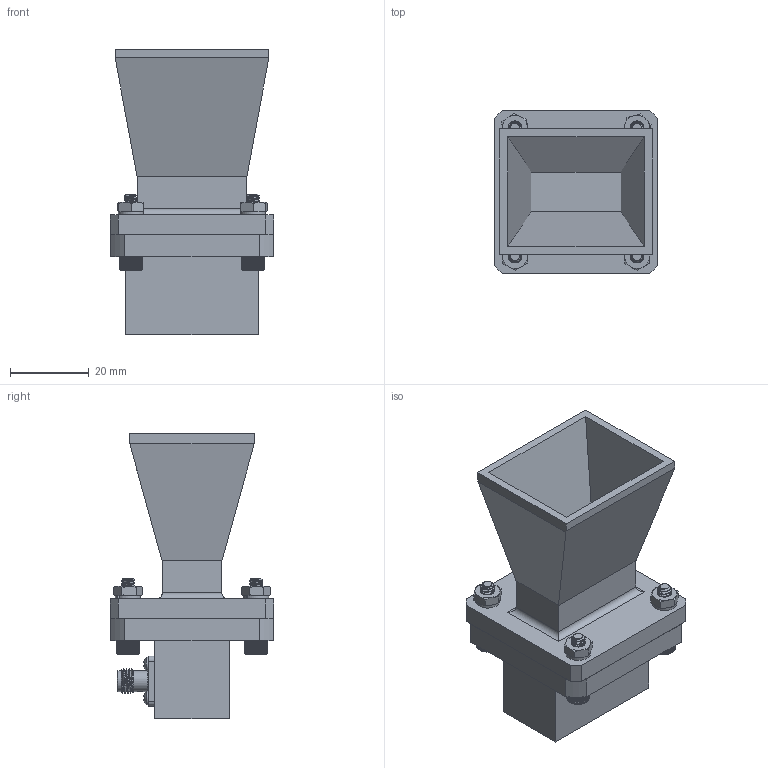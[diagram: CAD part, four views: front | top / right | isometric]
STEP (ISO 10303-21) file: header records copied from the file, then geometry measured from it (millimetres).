
FILE_DESCRIPTION (( 'STEP AP214' ), '1' );
FILE_NAME ('PEWAN090-10SF_3D.STEP', '2021-11-11T20:56:11', ( '' ), ( '' ), 'SwSTEP 2.0', 'SolidWorks 2021', '' );
FILE_SCHEMA (( 'AUTOMOTIVE_DESIGN' ));
Length unit declared in the file: inch
Products named in the file (6): 6-LW; 6-32SH-HXx.625_92196A150; PEWAN090-10SF_3D; PEWAN090-10; 6-32HN-NARROW_90730A007; PEWCA1025
Assembly tree (14 placements, depth 2):
  PEWAN090-10SF_3D
    6-32HN-NARROW_90730A007  x4
    6-32SH-HXx.625_92196A150  x4
    6-LW  x4
    PEWCA1025
    PEWAN090-10
Bounding box: 41.4 x 41.4 x 72.42 mm (x, y, z)
Volume: 35562.9 mm3; surface area: 23888.4 mm2
Topology: 14 solids, 19 shells, 1166 faces, 2713 edges, 1613 vertices
Faces by surface type: plane 709, cone 349, cylinder 64, bspline 43, torus 1
Full cylindrical faces by diameter (mm): 1.016 x1, 1.27 x1, 2.578 x4, 3.454 x4, 4.293 x4, 4.3 x4, 4.521 x1, 5.08 x1, 5.334 x2
Entity records: 24786 total; most frequent: CARTESIAN_POINT 12724, ORIENTED_EDGE 2154, DIRECTION 1736, EDGE_CURVE 1077, VERTEX_POINT 687, AXIS2_PLACEMENT_3D 657, EDGE_LOOP 548, FACE_OUTER_BOUND 491
